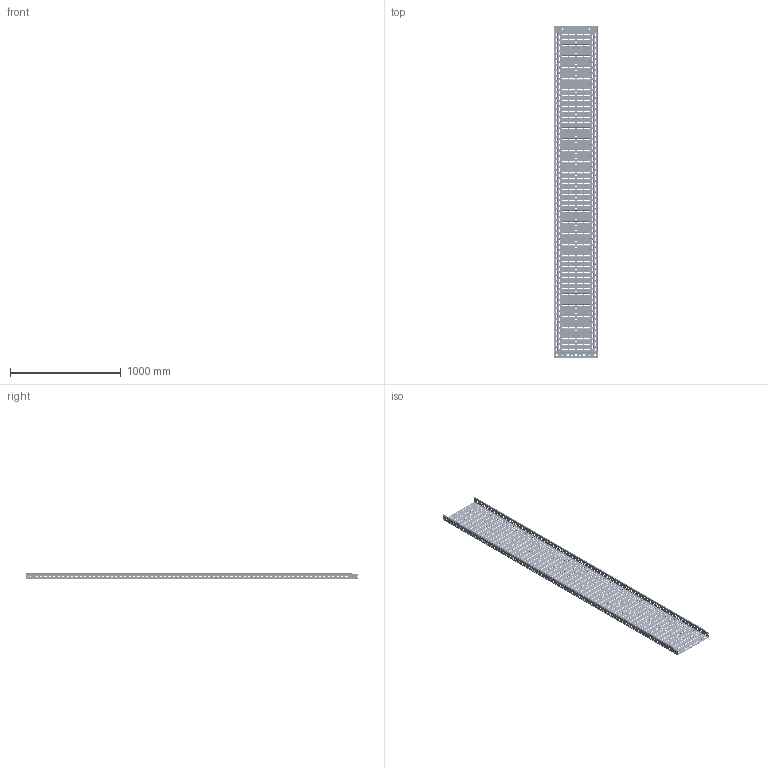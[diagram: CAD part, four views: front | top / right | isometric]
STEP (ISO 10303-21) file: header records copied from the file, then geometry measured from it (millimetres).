
FILE_DESCRIPTION(/* description */ (''),/* implementation_level */ '2;1');
FILE_NAME(/* name */ 'KFL400H60_3.stp',/* time_stamp */ '2020-03-24T12:16:40+01:00',/* author */ ('stanislaw.luczak'),/* organization */ (''),/* preprocessor_version */ 'ST-DEVELOPER v18',/* originating_system */ 'Autodesk Inventor 2020',/* authorisation */ '');
FILE_SCHEMA (('AUTOMOTIVE_DESIGN { 1 0 10303 214 3 1 1 }'));
Products named in the file (1): KFJ400H60_3
Bounding box: 405.6 x 3000 x 61.37 mm (x, y, z)
Volume: 1025878.1 mm3; surface area: 2931980.8 mm2
Topology: 1 solids, 1 shells, 13149 faces, 31953 edges, 19578 vertices
Faces by surface type: plane 4933, cylinder 4752, torus 2310, cone 1152, bspline 2
Full cylindrical faces by diameter (mm): 11 x42
Entity records: 386962 total; most frequent: DIRECTION 72107, CARTESIAN_POINT 64869, ORIENTED_EDGE 63906, EDGE_CURVE 31953, AXIS2_PLACEMENT_3D 27026, VERTEX_POINT 19578, LINE 18055, VECTOR 18055
